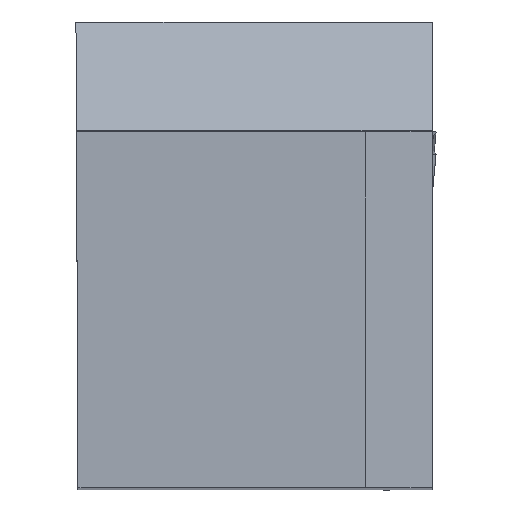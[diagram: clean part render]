
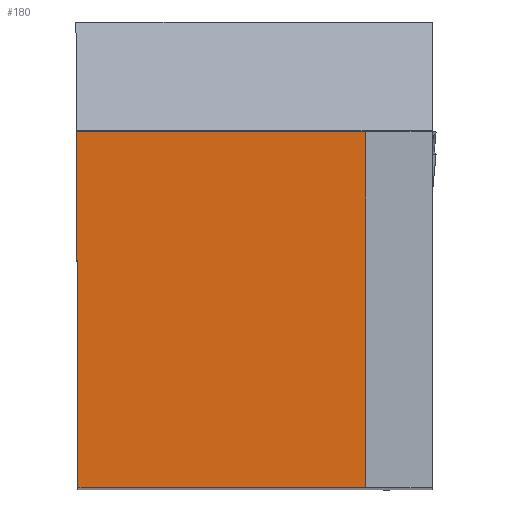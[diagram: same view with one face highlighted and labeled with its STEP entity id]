
A CAD part, top view. The second image highlights one B-rep face of the part: STEP entity #180.
In plain terms, the highlighted planar face has unit normal (0, 0, 1).
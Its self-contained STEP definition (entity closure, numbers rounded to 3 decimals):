
#180=ADVANCED_FACE('BLANK_BOXF006',(#289),#241,.T.);
#241=PLANE('',#1394);
#289=FACE_OUTER_BOUND('',#352,.T.);
#352=EDGE_LOOP('',(#488,#489,#490,#491));
#488=ORIENTED_EDGE('',*,*,#931,.T.);
#489=ORIENTED_EDGE('',*,*,#904,.T.);
#490=ORIENTED_EDGE('',*,*,#922,.F.);
#491=ORIENTED_EDGE('',*,*,#932,.F.);
#783=VERTEX_POINT('',#1866);
#784=VERTEX_POINT('',#1868);
#796=VERTEX_POINT('',#1903);
#799=VERTEX_POINT('',#1936);
#904=EDGE_CURVE('',#784,#783,#1073,.T.);
#922=EDGE_CURVE('',#796,#783,#1089,.T.);
#931=EDGE_CURVE('',#799,#784,#1095,.T.);
#932=EDGE_CURVE('',#799,#796,#1096,.T.);
#1073=LINE('',#1867,#1204);
#1089=LINE('',#1902,#1220);
#1095=LINE('',#1935,#1226);
#1096=LINE('',#1937,#1227);
#1204=VECTOR('',#1518,1.);
#1220=VECTOR('',#1548,1.);
#1226=VECTOR('',#1564,1.);
#1227=VECTOR('',#1565,1.);
#1394=AXIS2_PLACEMENT_3D('',#1938,#1566,#1567);
#1518=DIRECTION('',(0.004,-1.,0.));
#1548=DIRECTION('',(-1.,0.,0.));
#1564=DIRECTION('',(-1.,0.,0.));
#1565=DIRECTION('',(0.,-1.,0.));
#1566=DIRECTION('',(0.,0.,1.));
#1567=DIRECTION('',(1.,0.,0.));
#1866=CARTESIAN_POINT('',(0.069,0.,0.));
#1867=CARTESIAN_POINT('',(-0.027,22.021,0.));
#1868=CARTESIAN_POINT('',(0.,15.925,0.));
#1902=CARTESIAN_POINT('',(-22.,0.,0.));
#1903=CARTESIAN_POINT('',(12.951,0.,0.));
#1935=CARTESIAN_POINT('',(-22.,15.925,0.));
#1936=CARTESIAN_POINT('',(12.951,15.925,0.));
#1937=CARTESIAN_POINT('',(12.951,0.,0.));
#1938=CARTESIAN_POINT('',(-22.,21.925,0.));
